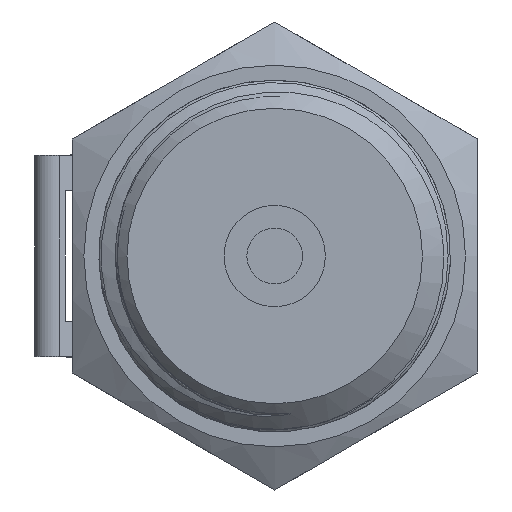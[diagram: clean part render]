
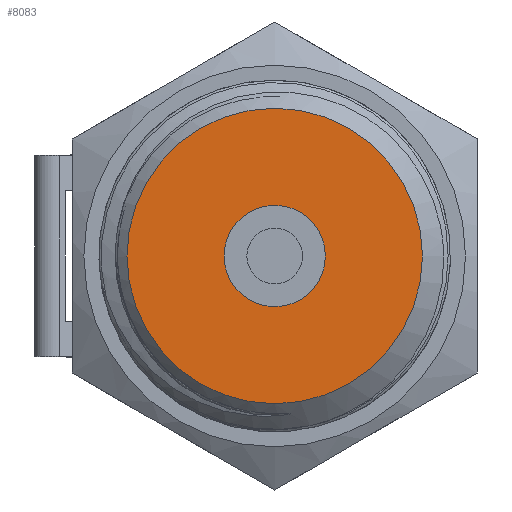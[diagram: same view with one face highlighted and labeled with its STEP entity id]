
A CAD part, left-side view. The second image highlights one B-rep face of the part: STEP entity #8083.
In plain terms, the highlighted planar face has unit normal (-1, 0, 0).
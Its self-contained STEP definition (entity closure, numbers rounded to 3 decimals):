
#395=FACE_BOUND('',#1366,.T.);
#453=PLANE('',#8448);
#871=FACE_OUTER_BOUND('',#1365,.T.);
#1365=EDGE_LOOP('',(#6868));
#1366=EDGE_LOOP('',(#6869));
#1622=CIRCLE('',#8447,3.);
#1623=CIRCLE('',#8449,8.75);
#3802=VERTEX_POINT('',#20278);
#3803=VERTEX_POINT('',#20282);
#4871=EDGE_CURVE('',#3802,#3802,#1622,.T.);
#4873=EDGE_CURVE('',#3803,#3803,#1623,.T.);
#6868=ORIENTED_EDGE('',*,*,#4873,.F.);
#6869=ORIENTED_EDGE('',*,*,#4871,.T.);
#8083=ADVANCED_FACE('',(#871,#395),#453,.T.);
#8447=AXIS2_PLACEMENT_3D('',#20279,#9260,#9261);
#8448=AXIS2_PLACEMENT_3D('',#20281,#9263,#9264);
#8449=AXIS2_PLACEMENT_3D('',#20283,#9265,#9266);
#9260=DIRECTION('center_axis',(1.,0.,0.));
#9261=DIRECTION('ref_axis',(0.,0.,-1.));
#9263=DIRECTION('center_axis',(-1.,0.,0.));
#9264=DIRECTION('ref_axis',(0.,0.,1.));
#9265=DIRECTION('center_axis',(1.,0.,0.));
#9266=DIRECTION('ref_axis',(0.,0.,-1.));
#20278=CARTESIAN_POINT('',(3.,-3.,0.));
#20279=CARTESIAN_POINT('Origin',(3.,0.,0.));
#20281=CARTESIAN_POINT('Origin',(3.,8.75,0.));
#20282=CARTESIAN_POINT('',(3.,-8.75,0.));
#20283=CARTESIAN_POINT('Origin',(3.,0.,0.));
